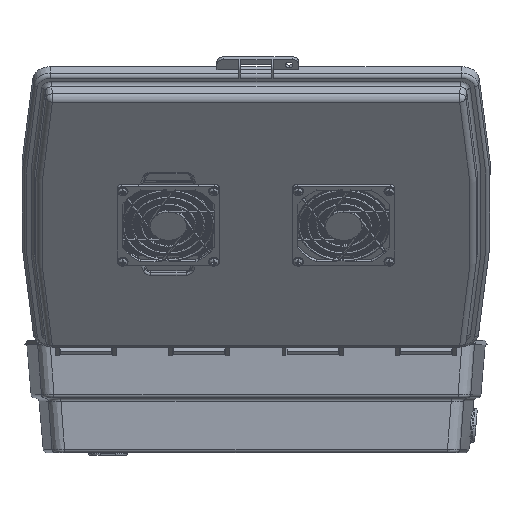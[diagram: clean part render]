
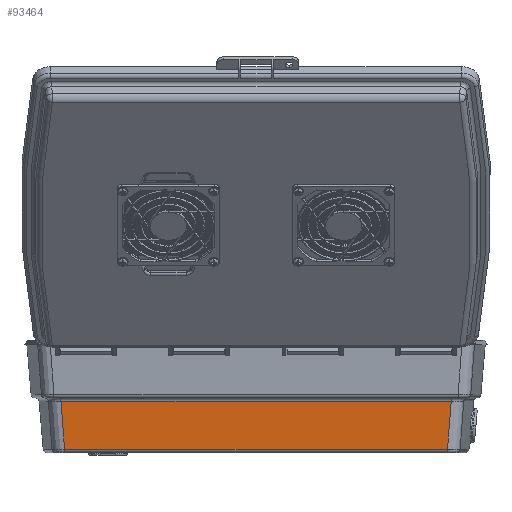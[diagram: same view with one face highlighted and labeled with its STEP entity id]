
A CAD part, left-side view. The second image highlights one B-rep face of the part: STEP entity #93464.
In plain terms, the highlighted face is planar.
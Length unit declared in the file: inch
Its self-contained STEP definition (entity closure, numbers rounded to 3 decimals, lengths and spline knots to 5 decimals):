
#2423 = VECTOR ( 'NONE', #63562, 39.37008 ) ;
#3443 = CARTESIAN_POINT ( 'NONE',  ( 4.94094, 6.2418, -1.5851 ) ) ;
#4473 = CARTESIAN_POINT ( 'NONE',  ( 4.94094, 6.02214, -1.5851 ) ) ;
#6696 = ORIENTED_EDGE ( 'NONE', *, *, #9246, .T. ) ;
#7580 = DIRECTION ( 'NONE',  ( 0.087, 0., -0.996 ) ) ;
#9246 = EDGE_CURVE ( 'NONE', #77909, #36778, #68611, .T. ) ;
#13431 = ORIENTED_EDGE ( 'NONE', *, *, #23419, .T. ) ;
#17325 = FACE_OUTER_BOUND ( 'NONE', #98473, .T. ) ;
#21042 = CARTESIAN_POINT ( 'NONE',  ( 4.85626, 5.94844, -0.61711 ) ) ;
#23419 = EDGE_CURVE ( 'NONE', #26485, #77909, #49400, .T. ) ;
#25787 = DIRECTION ( 'NONE',  ( 0., 1., 0. ) ) ;
#26485 = VERTEX_POINT ( 'NONE', #103693 ) ;
#30681 = EDGE_CURVE ( 'NONE', #36778, #64987, #90825, .T. ) ;
#31514 = CARTESIAN_POINT ( 'NONE',  ( 4.83398, -5.92902, -0.36246 ) ) ;
#32792 = PLANE ( 'NONE',  #41999 ) ;
#36778 = VERTEX_POINT ( 'NONE', #61587 ) ;
#37592 = CARTESIAN_POINT ( 'NONE',  ( 4.8117, 5.90959, -0.10782 ) ) ;
#38379 = LINE ( 'NONE', #72596, #2423 ) ;
#41999 = AXIS2_PLACEMENT_3D ( 'NONE', #89648, #56989, #7580 ) ;
#46286 = CARTESIAN_POINT ( 'NONE',  ( 4.92014, 6.00406, -1.34732 ) ) ;
#48808 = CARTESIAN_POINT ( 'NONE',  ( 4.85626, -5.94844, -0.61711 ) ) ;
#49400 = B_SPLINE_CURVE_WITH_KNOTS ( 'NONE', 3,
 ( #57501, #31514, #48808, #64472, #97707, #81813, #106747 ),
 .UNSPECIFIED., .F., .F.,
 ( 4, 3, 4 ),
 ( 0.00276, 0.02229, 0.04053 ),
 .UNSPECIFIED. ) ;
#56989 = DIRECTION ( 'NONE',  ( 0.996, 0., 0.087 ) ) ;
#57501 = CARTESIAN_POINT ( 'NONE',  ( 4.8117, -5.90959, -0.10782 ) ) ;
#61253 = ORIENTED_EDGE ( 'NONE', *, *, #30681, .T. ) ;
#61587 = CARTESIAN_POINT ( 'NONE',  ( 4.94094, 6.02214, -1.5851 ) ) ;
#62165 = VECTOR ( 'NONE', #25787, 39.37008 ) ;
#63562 = DIRECTION ( 'NONE',  ( 0., -1., 0. ) ) ;
#64472 = CARTESIAN_POINT ( 'NONE',  ( 4.87854, -5.96784, -0.87176 ) ) ;
#64987 = VERTEX_POINT ( 'NONE', #87512 ) ;
#68611 = LINE ( 'NONE', #3443, #62165 ) ;
#71965 = CARTESIAN_POINT ( 'NONE',  ( 4.89934, 5.98596, -1.10954 ) ) ;
#72596 = CARTESIAN_POINT ( 'NONE',  ( 4.8117, 6.2418, -0.10782 ) ) ;
#77909 = VERTEX_POINT ( 'NONE', #104483 ) ;
#79230 = CARTESIAN_POINT ( 'NONE',  ( 4.87854, 5.96784, -0.87176 ) ) ;
#81813 = CARTESIAN_POINT ( 'NONE',  ( 4.92014, -6.00406, -1.34732 ) ) ;
#87247 = CARTESIAN_POINT ( 'NONE',  ( 4.83398, 5.92902, -0.36246 ) ) ;
#87512 = CARTESIAN_POINT ( 'NONE',  ( 4.8117, 5.90959, -0.10782 ) ) ;
#89648 = CARTESIAN_POINT ( 'NONE',  ( 4.80227, 6.2418, 0. ) ) ;
#90825 = B_SPLINE_CURVE_WITH_KNOTS ( 'NONE', 3,
 ( #4473, #46286, #71965, #79230, #21042, #87247, #37592 ),
 .UNSPECIFIED., .F., .F.,
 ( 4, 3, 4 ),
 ( 0.00276, 0.021, 0.04053 ),
 .UNSPECIFIED. ) ;
#92016 = EDGE_CURVE ( 'NONE', #64987, #26485, #38379, .T. ) ;
#93464 = ADVANCED_FACE ( 'NONE', ( #17325 ), #32792, .T. ) ;
#97707 = CARTESIAN_POINT ( 'NONE',  ( 4.89934, -5.98596, -1.10954 ) ) ;
#98465 = ORIENTED_EDGE ( 'NONE', *, *, #92016, .T. ) ;
#98473 = EDGE_LOOP ( 'NONE', ( #13431, #6696, #61253, #98465 ) ) ;
#103693 = CARTESIAN_POINT ( 'NONE',  ( 4.8117, -5.90959, -0.10782 ) ) ;
#104483 = CARTESIAN_POINT ( 'NONE',  ( 4.94094, -6.02214, -1.5851 ) ) ;
#106747 = CARTESIAN_POINT ( 'NONE',  ( 4.94094, -6.02214, -1.5851 ) ) ;
